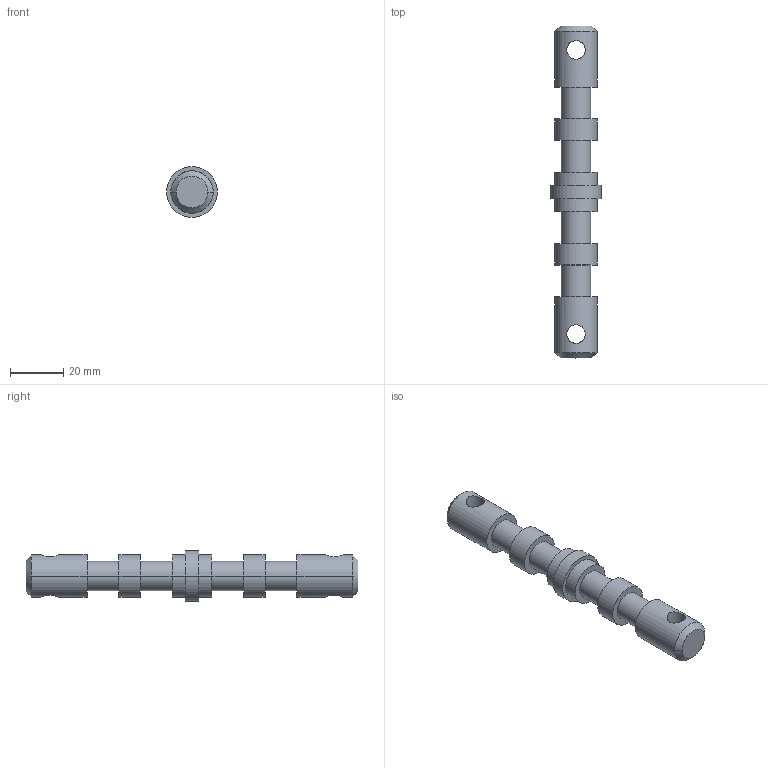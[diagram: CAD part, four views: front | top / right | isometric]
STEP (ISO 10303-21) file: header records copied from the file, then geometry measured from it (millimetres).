
FILE_DESCRIPTION (( 'STEP AP203' ), '1' );
FILE_NAME ('G1195.STEP', '2018-09-26T13:03:40', ( '' ), ( '' ), 'SwSTEP 2.0', 'SolidWorks 2016', '' );
FILE_SCHEMA (( 'CONFIG_CONTROL_DESIGN' ));
Length unit declared in the file: millimetre
Products named in the file (1): G1195
Bounding box: 19.05 x 125 x 19.05 mm (x, y, z)
Volume: 19077.6 mm3; surface area: 7378 mm2
Topology: 1 solids, 1 shells, 42 faces, 86 edges, 56 vertices
Faces by surface type: cylinder 26, plane 12, cone 4
Entity records: 1443 total; most frequent: CARTESIAN_POINT 433, DIRECTION 212, ORIENTED_EDGE 172, AXIS2_PLACEMENT_3D 91, EDGE_CURVE 86, EDGE_LOOP 56, VERTEX_POINT 56, CIRCLE 48
